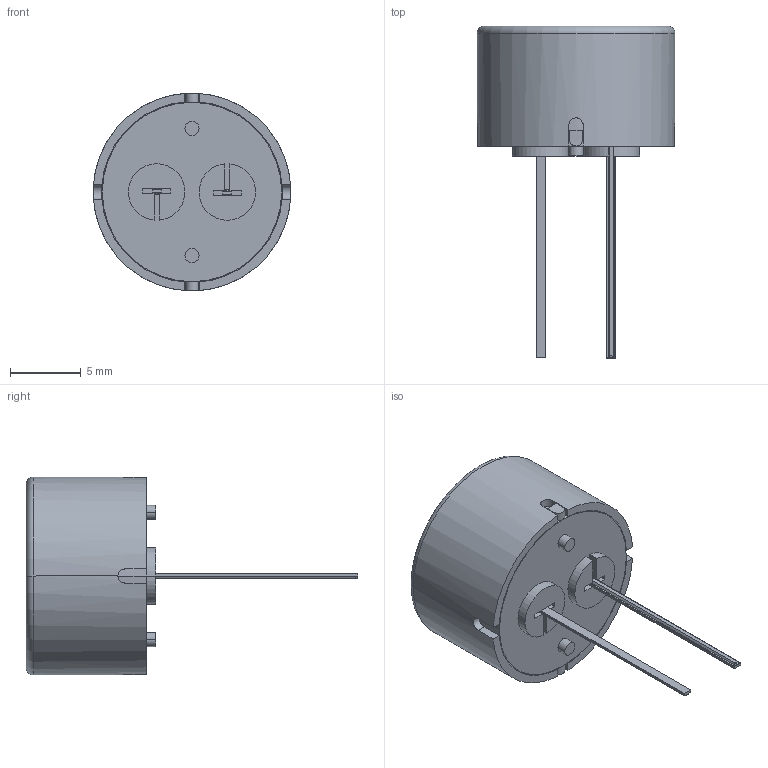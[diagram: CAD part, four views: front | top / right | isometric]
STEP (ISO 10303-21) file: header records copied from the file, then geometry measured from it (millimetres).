
FILE_DESCRIPTION (( 'STEP AP214' ), '1' );
FILE_NAME ('PS1420P02CT.STEP', '2020-11-10T08:12:07', ( '' ), ( '' ), 'SwSTEP 2.0', 'SolidWorks 2017', '' );
FILE_SCHEMA (( 'AUTOMOTIVE_DESIGN' ));
Length unit declared in the file: millimetre
Products named in the file (1): PS1420P02CT
Bounding box: 14 x 23.5 x 14 mm (x, y, z)
Volume: 1306.8 mm3; surface area: 1225.4 mm2
Topology: 5 solids, 5 shells, 101 faces, 242 edges, 156 vertices
Faces by surface type: plane 63, cylinder 36, torus 2
Entity records: 3193 total; most frequent: CARTESIAN_POINT 640, ORIENTED_EDGE 484, DIRECTION 474, EDGE_CURVE 242, VECTOR 158, AXIS2_PLACEMENT_3D 158, LINE 158, VERTEX_POINT 156
